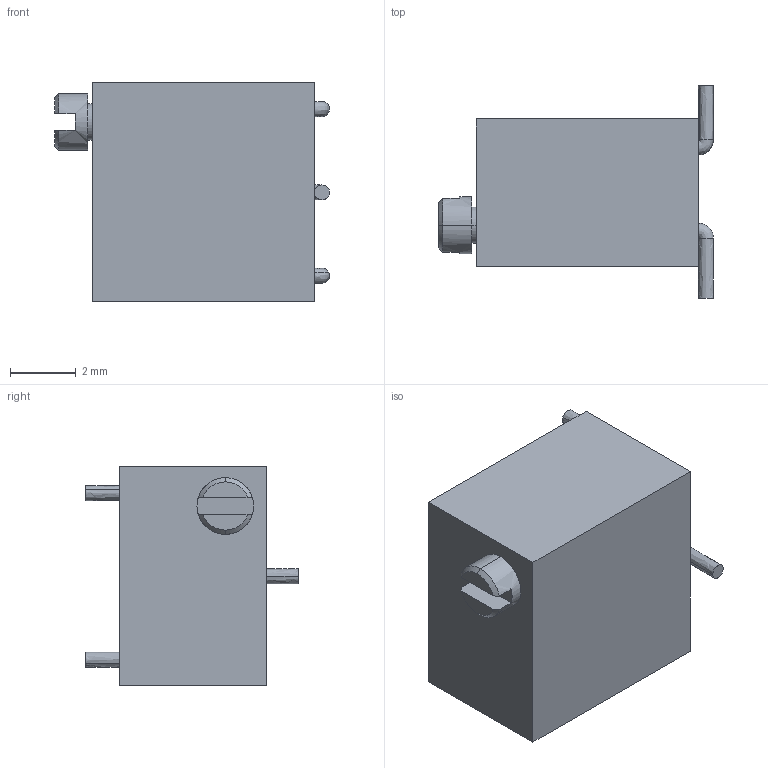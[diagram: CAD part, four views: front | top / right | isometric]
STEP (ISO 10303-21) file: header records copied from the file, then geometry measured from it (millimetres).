
FILE_DESCRIPTION((''),'2;1');
FILE_NAME('30326-3269W_ASM','2008-06-30T',('minhn'),('Bourns, Inc.'),'PRO/ENGINEER BY PARAMETRIC TECHNOLOGY CORPORATION, 2001200','PRO/ENGINEER BY PARAMETRIC TECHNOLOGY CORPORATION, 2001200','');
FILE_SCHEMA(('AUTOMOTIVE_DESIGN_CC2 { 1 2 10303 214 -1 1 5 2 }'));
Length unit declared in the file: inch
Products named in the file (10): 33756-66601_AF0; 34880-104SIN; PIN3-3269X-SOLO; PIN1-3269X-SOLO; PIN2-3269X-SOLO; 31335-3269X_ASM; 34827-624THR; 34827-624HEAD-11; 34827-62400_ASM; 30326-3269W_ASM
Assembly tree (9 placements, depth 3):
  30326-3269W_ASM
    33756-66601_AF0
    31335-3269X_ASM
      34880-104SIN
      PIN3-3269X-SOLO
      PIN1-3269X-SOLO
      PIN2-3269X-SOLO
    34827-62400_ASM
      34827-624THR
      34827-624HEAD-11
Bounding box: 8.38 x 6.48 x 6.71 mm (x, y, z)
Volume: 143.4 mm3; surface area: 442.9 mm2
Topology: 7 solids, 7 shells, 260 faces, 662 edges, 409 vertices
Faces by surface type: bspline 260
Entity records: 13483 total; most frequent: CARTESIAN_POINT 6865, ORIENTED_EDGE 1288, DIRECTION 836, EDGE_CURVE 644, VERTEX_POINT 409, VECTOR 384, LINE 384, PRESENTATION_STYLE_ASSIGNMENT 335
